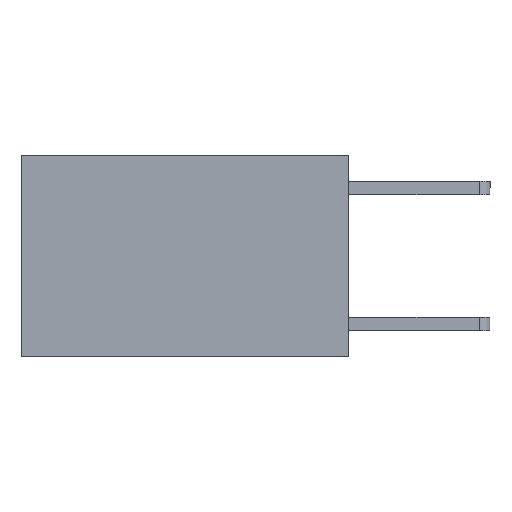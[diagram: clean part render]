
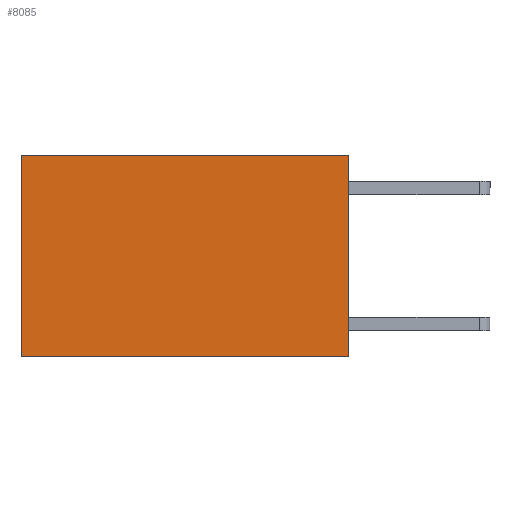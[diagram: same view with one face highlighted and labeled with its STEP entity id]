
A CAD part, left-side view. The second image highlights one B-rep face of the part: STEP entity #8085.
In plain terms, the highlighted planar face has unit normal (-1, 0, 0).
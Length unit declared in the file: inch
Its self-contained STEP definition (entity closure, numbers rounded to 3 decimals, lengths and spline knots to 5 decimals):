
#278 = LINE ( 'NONE', #2890, #1588 ) ;
#469 = EDGE_CURVE ( 'NONE', #4115, #7054, #6960, .T. ) ;
#524 = EDGE_CURVE ( 'NONE', #527, #1678, #1119, .T. ) ;
#527 = VERTEX_POINT ( 'NONE', #6371 ) ;
#907 = LINE ( 'NONE', #1546, #1421 ) ;
#1119 = LINE ( 'NONE', #6834, #3449 ) ;
#1262 = EDGE_LOOP ( 'NONE', ( #6304, #8012, #5474, #1344 ) ) ;
#1344 = ORIENTED_EDGE ( 'NONE', *, *, #2347, .T. ) ;
#1421 = VECTOR ( 'NONE', #6077, 39.37008 ) ;
#1491 = DIRECTION ( 'NONE',  ( 0., 0., -1. ) ) ;
#1546 = CARTESIAN_POINT ( 'NONE',  ( 0.2625, 0., 0. ) ) ;
#1588 = VECTOR ( 'NONE', #2123, 39.37008 ) ;
#1678 = VERTEX_POINT ( 'NONE', #6688 ) ;
#2123 = DIRECTION ( 'NONE',  ( 0., 1., 0. ) ) ;
#2347 = EDGE_CURVE ( 'NONE', #4115, #527, #907, .T. ) ;
#2773 = FACE_OUTER_BOUND ( 'NONE', #1262, .T. ) ;
#2779 = VECTOR ( 'NONE', #7471, 39.37008 ) ;
#2890 = CARTESIAN_POINT ( 'NONE',  ( 0.2625, 0., -0.37 ) ) ;
#3007 = DIRECTION ( 'NONE',  ( 0., 0., -1. ) ) ;
#3449 = VECTOR ( 'NONE', #3007, 39.37008 ) ;
#3599 = EDGE_CURVE ( 'NONE', #7054, #1678, #278, .T. ) ;
#4115 = VERTEX_POINT ( 'NONE', #4667 ) ;
#4667 = CARTESIAN_POINT ( 'NONE',  ( 0.2625, 0., 0. ) ) ;
#5369 = CARTESIAN_POINT ( 'NONE',  ( 0.2625, 0., 0. ) ) ;
#5474 = ORIENTED_EDGE ( 'NONE', *, *, #469, .F. ) ;
#5569 = CARTESIAN_POINT ( 'NONE',  ( 0.2625, 0., 0. ) ) ;
#5983 = CARTESIAN_POINT ( 'NONE',  ( 0.2625, 0., -0.37 ) ) ;
#6058 = DIRECTION ( 'NONE',  ( 1., 0., 0. ) ) ;
#6077 = DIRECTION ( 'NONE',  ( 0., 1., 0. ) ) ;
#6304 = ORIENTED_EDGE ( 'NONE', *, *, #524, .T. ) ;
#6371 = CARTESIAN_POINT ( 'NONE',  ( 0.2625, 0.6, 0. ) ) ;
#6688 = CARTESIAN_POINT ( 'NONE',  ( 0.2625, 0.6, -0.37 ) ) ;
#6834 = CARTESIAN_POINT ( 'NONE',  ( 0.2625, 0.6, 0. ) ) ;
#6960 = LINE ( 'NONE', #5569, #2779 ) ;
#7054 = VERTEX_POINT ( 'NONE', #5983 ) ;
#7326 = PLANE ( 'NONE',  #7860 ) ;
#7471 = DIRECTION ( 'NONE',  ( 0., 0., -1. ) ) ;
#7860 = AXIS2_PLACEMENT_3D ( 'NONE', #5369, #6058, #1491 ) ;
#8012 = ORIENTED_EDGE ( 'NONE', *, *, #3599, .F. ) ;
#8085 = ADVANCED_FACE ( 'NONE', ( #2773 ), #7326, .F. ) ;
